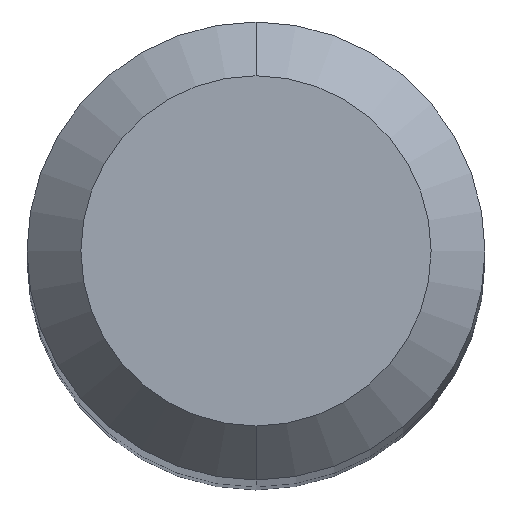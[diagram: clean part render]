
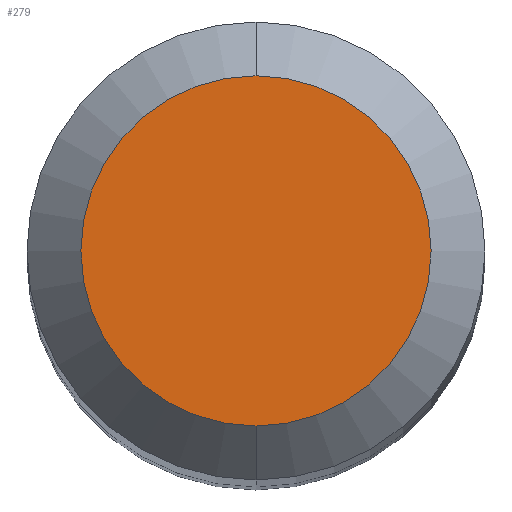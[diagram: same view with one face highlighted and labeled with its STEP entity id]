
A CAD part, top view. The second image highlights one B-rep face of the part: STEP entity #279.
In plain terms, the highlighted planar face has unit normal (0, 0, 1).
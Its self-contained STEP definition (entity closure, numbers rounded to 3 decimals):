
#21 = EDGE_CURVE ( 'NONE', #109, #277, #103, .T. ) ;
#74 = ORIENTED_EDGE ( 'NONE', *, *, #21, .F. ) ;
#86 = CARTESIAN_POINT ( 'NONE',  ( 0., 0., 55. ) ) ;
#91 = DIRECTION ( 'NONE',  ( 0., 0., -1. ) ) ;
#93 = AXIS2_PLACEMENT_3D ( 'NONE', #86, #133, #112 ) ;
#96 = FACE_OUTER_BOUND ( 'NONE', #333, .T. ) ;
#97 = CARTESIAN_POINT ( 'NONE',  ( 0., 1.625, 55. ) ) ;
#100 = EDGE_CURVE ( 'NONE', #277, #109, #244, .T. ) ;
#103 = CIRCLE ( 'NONE', #304, 1.625 ) ;
#109 = VERTEX_POINT ( 'NONE', #242 ) ;
#112 = DIRECTION ( 'NONE',  ( 0., 1., 0. ) ) ;
#120 = PLANE ( 'NONE',  #167 ) ;
#133 = DIRECTION ( 'NONE',  ( 0., 0., -1. ) ) ;
#167 = AXIS2_PLACEMENT_3D ( 'NONE', #300, #91, #199 ) ;
#194 = DIRECTION ( 'NONE',  ( 0., 1., 0. ) ) ;
#196 = CARTESIAN_POINT ( 'NONE',  ( 0., 0., 55. ) ) ;
#199 = DIRECTION ( 'NONE',  ( 0., 1., 0. ) ) ;
#242 = CARTESIAN_POINT ( 'NONE',  ( 0., -1.625, 55. ) ) ;
#244 = CIRCLE ( 'NONE', #93, 1.625 ) ;
#277 = VERTEX_POINT ( 'NONE', #97 ) ;
#279 = ADVANCED_FACE ( 'NONE', ( #96 ), #120, .F. ) ;
#300 = CARTESIAN_POINT ( 'NONE',  ( 0., 0., 55. ) ) ;
#303 = ORIENTED_EDGE ( 'NONE', *, *, #100, .F. ) ;
#304 = AXIS2_PLACEMENT_3D ( 'NONE', #196, #331, #194 ) ;
#331 = DIRECTION ( 'NONE',  ( 0., 0., -1. ) ) ;
#333 = EDGE_LOOP ( 'NONE', ( #303, #74 ) ) ;
